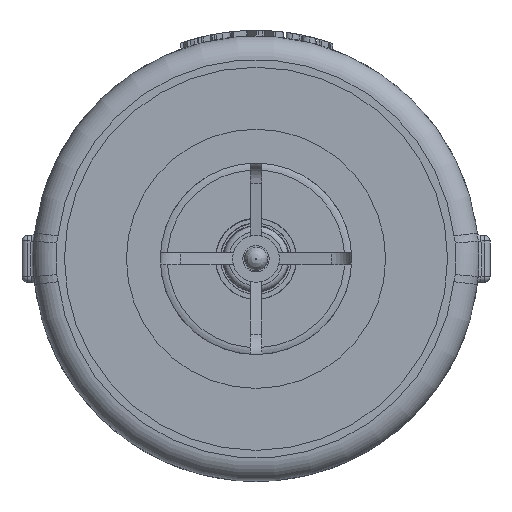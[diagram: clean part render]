
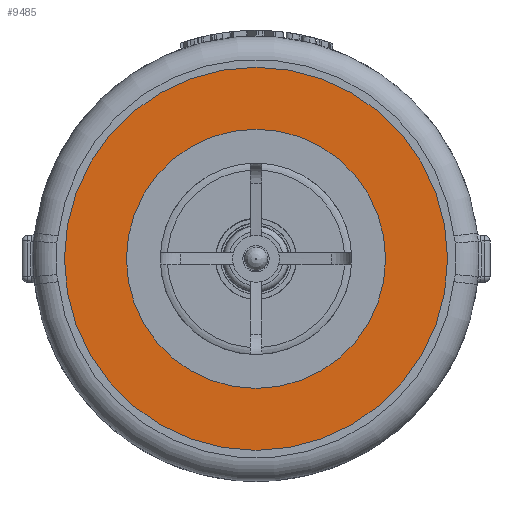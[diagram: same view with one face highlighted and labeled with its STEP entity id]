
A CAD part, left-side view. The second image highlights one B-rep face of the part: STEP entity #9485.
In plain terms, the highlighted planar face has unit normal (-1, 0, 0).
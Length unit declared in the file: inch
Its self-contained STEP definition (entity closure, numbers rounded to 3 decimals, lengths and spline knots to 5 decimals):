
#218=FACE_BOUND('',#3268,.T.);
#520=CIRCLE('',#10395,1.02);
#534=CIRCLE('',#10435,0.69);
#2221=PLANE('',#10436);
#2632=FACE_OUTER_BOUND('',#3267,.T.);
#3267=EDGE_LOOP('',(#7945));
#3268=EDGE_LOOP('',(#7946));
#4416=VERTEX_POINT('',#17541);
#4434=VERTEX_POINT('',#17651);
#5609=EDGE_CURVE('',#4416,#4416,#520,.T.);
#5644=EDGE_CURVE('',#4434,#4434,#534,.T.);
#7945=ORIENTED_EDGE('',*,*,#5609,.F.);
#7946=ORIENTED_EDGE('',*,*,#5644,.T.);
#9485=ADVANCED_FACE('',(#2632,#218),#2221,.T.);
#10395=AXIS2_PLACEMENT_3D('',#17542,#12480,#12481);
#10435=AXIS2_PLACEMENT_3D('',#17652,#12579,#12580);
#10436=AXIS2_PLACEMENT_3D('',#17653,#12581,#12582);
#12480=DIRECTION('center_axis',(1.,0.,0.));
#12481=DIRECTION('ref_axis',(0.,1.,0.));
#12579=DIRECTION('center_axis',(1.,0.,0.));
#12580=DIRECTION('ref_axis',(0.,1.,0.));
#12581=DIRECTION('center_axis',(-1.,0.,0.));
#12582=DIRECTION('ref_axis',(0.,0.,1.));
#17541=CARTESIAN_POINT('',(-0.694,1.02,0.));
#17542=CARTESIAN_POINT('Origin',(-0.694,0.,0.));
#17651=CARTESIAN_POINT('',(-0.694,0.69,0.));
#17652=CARTESIAN_POINT('Origin',(-0.694,0.,0.));
#17653=CARTESIAN_POINT('Origin',(-0.694,0.855,0.));
